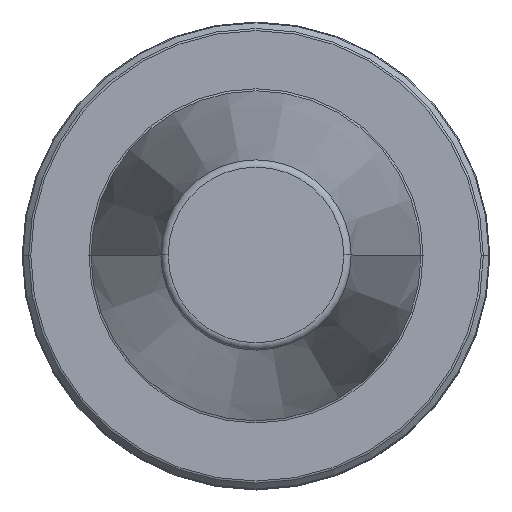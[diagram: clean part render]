
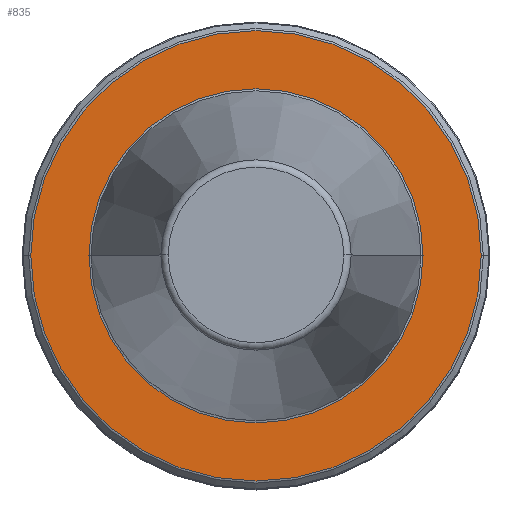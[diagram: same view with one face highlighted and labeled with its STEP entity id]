
A CAD part, top view. The second image highlights one B-rep face of the part: STEP entity #835.
In plain terms, the highlighted planar face has unit normal (0, 0, 1).
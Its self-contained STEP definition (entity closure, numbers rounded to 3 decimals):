
#18 = VERTEX_POINT ( 'NONE', #788 ) ;
#33 = VERTEX_POINT ( 'NONE', #796 ) ;
#42 = DIRECTION ( 'NONE',  ( -1., 0., 0. ) ) ;
#56 = DIRECTION ( 'NONE',  ( -1., 0., 0. ) ) ;
#114 = DIRECTION ( 'NONE',  ( 0., 0., -1. ) ) ;
#120 = AXIS2_PLACEMENT_3D ( 'NONE', #627, #114, #734 ) ;
#128 = VERTEX_POINT ( 'NONE', #212 ) ;
#200 = AXIS2_PLACEMENT_3D ( 'NONE', #891, #294, #997 ) ;
#212 = CARTESIAN_POINT ( 'NONE',  ( 22.5, 0., -2. ) ) ;
#271 = ORIENTED_EDGE ( 'NONE', *, *, #1205, .T. ) ;
#287 = EDGE_CURVE ( 'NONE', #33, #128, #812, .T. ) ;
#294 = DIRECTION ( 'NONE',  ( 0., 0., -1. ) ) ;
#331 = AXIS2_PLACEMENT_3D ( 'NONE', #978, #380, #1098 ) ;
#342 = CIRCLE ( 'NONE', #200, 30.334 ) ;
#356 = CARTESIAN_POINT ( 'NONE',  ( 0., 0., -2. ) ) ;
#380 = DIRECTION ( 'NONE',  ( 0., 0., -1. ) ) ;
#464 = CIRCLE ( 'NONE', #331, 22.5 ) ;
#546 = DIRECTION ( 'NONE',  ( 0., 0., -1. ) ) ;
#566 = DIRECTION ( 'NONE',  ( 0., 0., -1. ) ) ;
#604 = FACE_BOUND ( 'NONE', #948, .T. ) ;
#613 = FACE_OUTER_BOUND ( 'NONE', #836, .T. ) ;
#621 = AXIS2_PLACEMENT_3D ( 'NONE', #801, #566, #56 ) ;
#627 = CARTESIAN_POINT ( 'NONE',  ( 0., 0., -2. ) ) ;
#660 = CIRCLE ( 'NONE', #120, 30.334 ) ;
#671 = EDGE_CURVE ( 'NONE', #18, #1041, #660, .T. ) ;
#734 = DIRECTION ( 'NONE',  ( -1., 0., 0. ) ) ;
#788 = CARTESIAN_POINT ( 'NONE',  ( 30.334, 0., -2. ) ) ;
#796 = CARTESIAN_POINT ( 'NONE',  ( -22.5, 0., -2. ) ) ;
#801 = CARTESIAN_POINT ( 'NONE',  ( 0., 0., -2. ) ) ;
#802 = CARTESIAN_POINT ( 'NONE',  ( -30.334, 0., -2. ) ) ;
#812 = CIRCLE ( 'NONE', #621, 22.5 ) ;
#835 = ADVANCED_FACE ( 'NONE', ( #613, #604 ), #843, .F. ) ;
#836 = EDGE_LOOP ( 'NONE', ( #1156, #839 ) ) ;
#839 = ORIENTED_EDGE ( 'NONE', *, *, #671, .F. ) ;
#843 = PLANE ( 'NONE',  #988 ) ;
#891 = CARTESIAN_POINT ( 'NONE',  ( 0., 0., -2. ) ) ;
#910 = EDGE_CURVE ( 'NONE', #1041, #18, #342, .T. ) ;
#948 = EDGE_LOOP ( 'NONE', ( #1037, #271 ) ) ;
#978 = CARTESIAN_POINT ( 'NONE',  ( 0., 0., -2. ) ) ;
#988 = AXIS2_PLACEMENT_3D ( 'NONE', #356, #546, #42 ) ;
#997 = DIRECTION ( 'NONE',  ( -1., 0., 0. ) ) ;
#1037 = ORIENTED_EDGE ( 'NONE', *, *, #287, .T. ) ;
#1041 = VERTEX_POINT ( 'NONE', #802 ) ;
#1098 = DIRECTION ( 'NONE',  ( -1., 0., 0. ) ) ;
#1156 = ORIENTED_EDGE ( 'NONE', *, *, #910, .F. ) ;
#1205 = EDGE_CURVE ( 'NONE', #128, #33, #464, .T. ) ;
